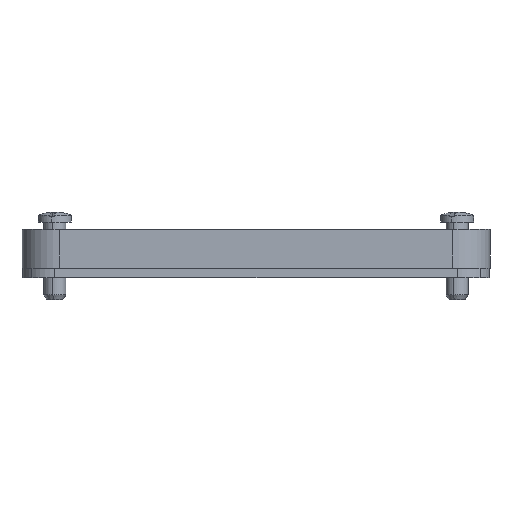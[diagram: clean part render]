
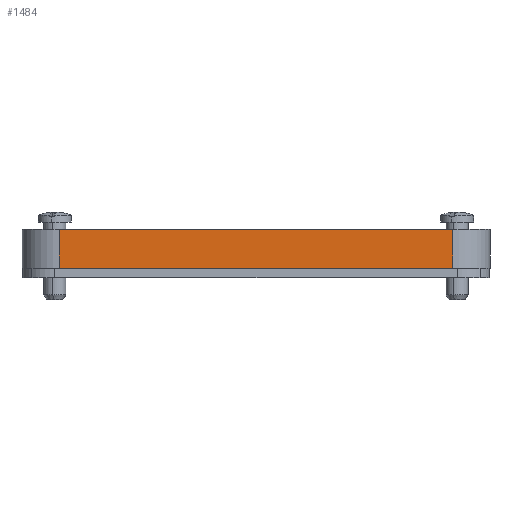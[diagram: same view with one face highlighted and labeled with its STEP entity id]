
A CAD part, left-side view. The second image highlights one B-rep face of the part: STEP entity #1484.
In plain terms, the highlighted planar face has unit normal (-1, 0, 0).
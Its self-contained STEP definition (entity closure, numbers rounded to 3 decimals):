
#206 = DIRECTION ( 'NONE',  ( -1., 0., 0. ) ) ;
#289 = ORIENTED_EDGE ( 'NONE', *, *, #5252, .T. ) ;
#416 = CARTESIAN_POINT ( 'NONE',  ( -64.905, 40.914, 4.763 ) ) ;
#442 = LINE ( 'NONE', #5585, #5887 ) ;
#752 = LINE ( 'NONE', #2122, #2197 ) ;
#1020 = VECTOR ( 'NONE', #5917, 1000. ) ;
#1484 = ADVANCED_FACE ( 'NONE', ( #3388 ), #5818, .T. ) ;
#2069 = CARTESIAN_POINT ( 'NONE',  ( -64.905, -7.219, -4.763 ) ) ;
#2122 = CARTESIAN_POINT ( 'NONE',  ( -64.905, 40.914, -4.763 ) ) ;
#2197 = VECTOR ( 'NONE', #3038, 1000. ) ;
#2200 = LINE ( 'NONE', #4068, #1020 ) ;
#2367 = EDGE_CURVE ( 'NONE', #3746, #3453, #3591, .T. ) ;
#2479 = CARTESIAN_POINT ( 'NONE',  ( -64.905, -55.352, -4.763 ) ) ;
#2853 = CARTESIAN_POINT ( 'NONE',  ( -64.905, 40.914, -4.763 ) ) ;
#3038 = DIRECTION ( 'NONE',  ( 0., -1., 0. ) ) ;
#3293 = EDGE_CURVE ( 'NONE', #4111, #4115, #2200, .T. ) ;
#3388 = FACE_OUTER_BOUND ( 'NONE', #4869, .T. ) ;
#3453 = VERTEX_POINT ( 'NONE', #5302 ) ;
#3518 = ORIENTED_EDGE ( 'NONE', *, *, #2367, .T. ) ;
#3591 = LINE ( 'NONE', #4608, #4733 ) ;
#3746 = VERTEX_POINT ( 'NONE', #2479 ) ;
#3872 = DIRECTION ( 'NONE',  ( 0., 0., 1. ) ) ;
#4068 = CARTESIAN_POINT ( 'NONE',  ( -64.905, 40.914, -4.763 ) ) ;
#4111 = VERTEX_POINT ( 'NONE', #416 ) ;
#4115 = VERTEX_POINT ( 'NONE', #2853 ) ;
#4608 = CARTESIAN_POINT ( 'NONE',  ( -64.905, -55.352, -4.763 ) ) ;
#4733 = VECTOR ( 'NONE', #5017, 1000. ) ;
#4845 = AXIS2_PLACEMENT_3D ( 'NONE', #2069, #206, #3872 ) ;
#4869 = EDGE_LOOP ( 'NONE', ( #4975, #3518, #289, #5419 ) ) ;
#4975 = ORIENTED_EDGE ( 'NONE', *, *, #5147, .T. ) ;
#5017 = DIRECTION ( 'NONE',  ( 0., 0., 1. ) ) ;
#5147 = EDGE_CURVE ( 'NONE', #4115, #3746, #752, .T. ) ;
#5252 = EDGE_CURVE ( 'NONE', #3453, #4111, #442, .T. ) ;
#5302 = CARTESIAN_POINT ( 'NONE',  ( -64.905, -55.352, 4.763 ) ) ;
#5419 = ORIENTED_EDGE ( 'NONE', *, *, #3293, .T. ) ;
#5585 = CARTESIAN_POINT ( 'NONE',  ( -64.905, -55.352, 4.763 ) ) ;
#5618 = DIRECTION ( 'NONE',  ( 0., 1., 0. ) ) ;
#5818 = PLANE ( 'NONE',  #4845 ) ;
#5887 = VECTOR ( 'NONE', #5618, 1000. ) ;
#5917 = DIRECTION ( 'NONE',  ( 0., 0., -1. ) ) ;
